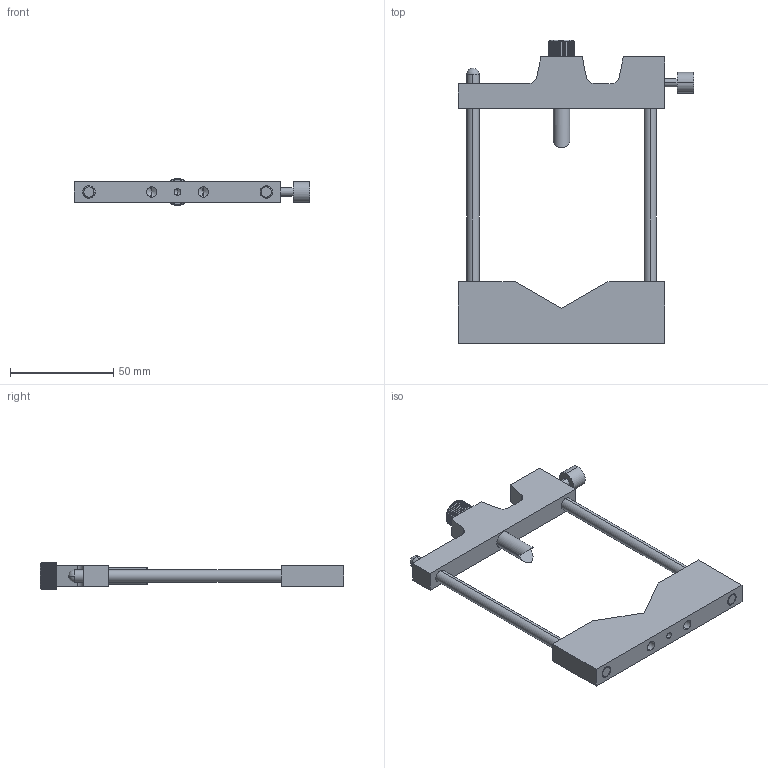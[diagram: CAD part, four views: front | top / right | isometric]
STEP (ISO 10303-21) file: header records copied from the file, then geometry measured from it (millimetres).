
FILE_DESCRIPTION (( 'STEP AP203' ), '1' );
FILE_NAME ('04VLH-3M.STEP', '2016-12-20T08:37:52', ( '' ), ( '' ), 'SwSTEP 2.0', 'SolidWorks 2016', '' );
FILE_SCHEMA (( 'CONFIG_CONTROL_DESIGN' ));
Length unit declared in the file: millimetre
Products named in the file (1): 04VLH-3M
Bounding box: 114 x 147 x 12.98 mm (x, y, z)
Volume: 49818.1 mm3; surface area: 24601.3 mm2
Topology: 8 solids, 8 shells, 215 faces, 576 edges, 372 vertices
Faces by surface type: cylinder 154, plane 37, cone 16, bspline 4, sphere 4
Entity records: 9127 total; most frequent: CARTESIAN_POINT 3825, ORIENTED_EDGE 1128, DIRECTION 1047, EDGE_CURVE 564, AXIS2_PLACEMENT_3D 410, VERTEX_POINT 372, EDGE_LOOP 236, VECTOR 227
